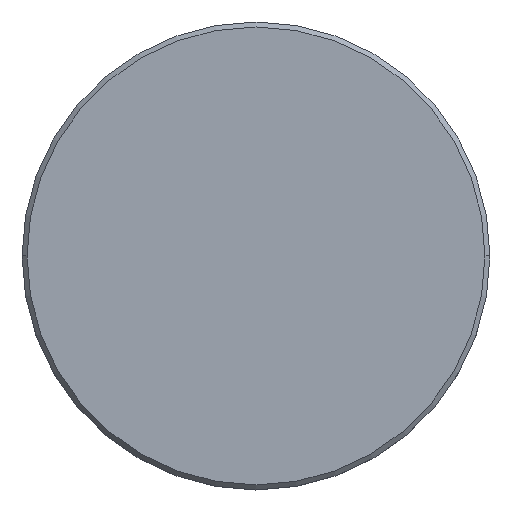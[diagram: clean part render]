
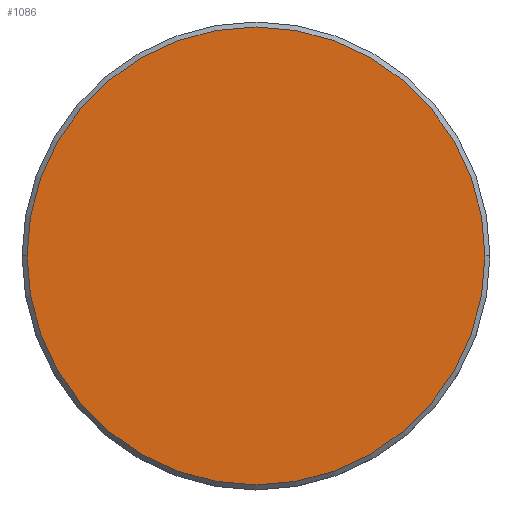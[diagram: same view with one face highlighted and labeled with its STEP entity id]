
A CAD part, top view. The second image highlights one B-rep face of the part: STEP entity #1086.
In plain terms, the highlighted planar face has unit normal (0, 0, 1).
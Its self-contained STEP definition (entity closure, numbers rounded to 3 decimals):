
#17 = FACE_OUTER_BOUND ( 'NONE', #747, .T. ) ;
#40 = CIRCLE ( 'NONE', #374, 23. ) ;
#128 = DIRECTION ( 'NONE',  ( 0., 0., 1. ) ) ;
#129 = DIRECTION ( 'NONE',  ( 1., 0., 0. ) ) ;
#143 = CARTESIAN_POINT ( 'NONE',  ( -23., 0., 0. ) ) ;
#209 = DIRECTION ( 'NONE',  ( 1., 0., 0. ) ) ;
#269 = EDGE_CURVE ( 'NONE', #467, #547, #40, .T. ) ;
#374 = AXIS2_PLACEMENT_3D ( 'NONE', #858, #402, #129 ) ;
#391 = DIRECTION ( 'NONE',  ( 0., 0., 1. ) ) ;
#402 = DIRECTION ( 'NONE',  ( 0., 0., 1. ) ) ;
#467 = VERTEX_POINT ( 'NONE', #143 ) ;
#476 = AXIS2_PLACEMENT_3D ( 'NONE', #931, #391, #209 ) ;
#538 = ORIENTED_EDGE ( 'NONE', *, *, #836, .T. ) ;
#547 = VERTEX_POINT ( 'NONE', #555 ) ;
#555 = CARTESIAN_POINT ( 'NONE',  ( 23., 0., 0. ) ) ;
#590 = CARTESIAN_POINT ( 'NONE',  ( 0., 0., 0. ) ) ;
#693 = ORIENTED_EDGE ( 'NONE', *, *, #269, .T. ) ;
#747 = EDGE_LOOP ( 'NONE', ( #693, #538 ) ) ;
#836 = EDGE_CURVE ( 'NONE', #547, #467, #1111, .T. ) ;
#858 = CARTESIAN_POINT ( 'NONE',  ( 0., 0., 0. ) ) ;
#862 = DIRECTION ( 'NONE',  ( 1., 0., 0. ) ) ;
#927 = AXIS2_PLACEMENT_3D ( 'NONE', #590, #128, #862 ) ;
#931 = CARTESIAN_POINT ( 'NONE',  ( 0., 0., 0. ) ) ;
#1023 = PLANE ( 'NONE',  #476 ) ;
#1086 = ADVANCED_FACE ( 'NONE', ( #17 ), #1023, .T. ) ;
#1111 = CIRCLE ( 'NONE', #927, 23. ) ;
